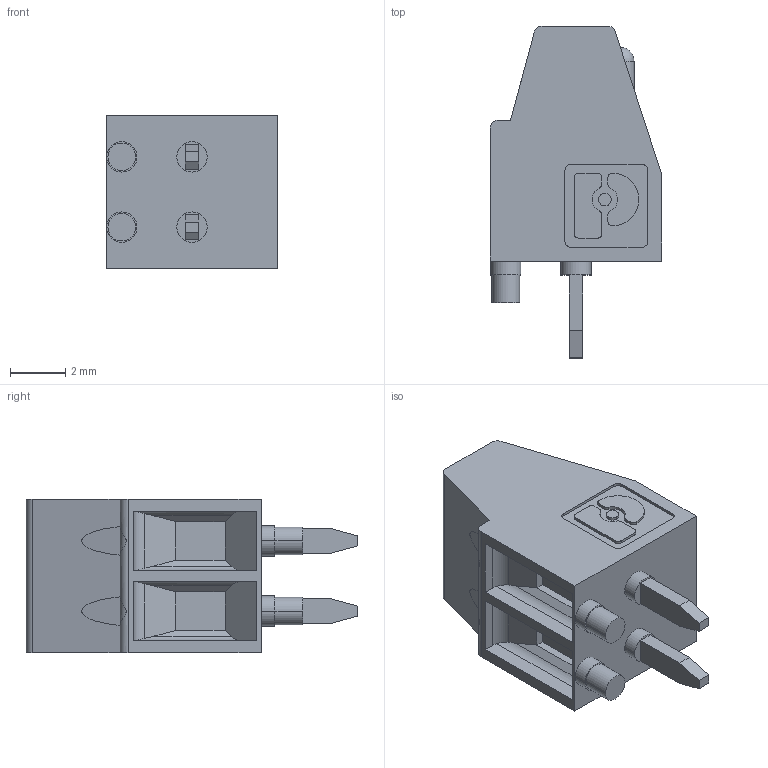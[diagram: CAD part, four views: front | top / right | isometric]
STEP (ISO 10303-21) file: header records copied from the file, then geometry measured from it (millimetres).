
FILE_DESCRIPTION (( 'STEP AP214' ), '1' );
FILE_NAME ('MPT0.5-02-2.54.STEP', '2022-05-19T12:43:35', ( '' ), ( '' ), 'SwSTEP 2.0', 'SolidWorks 2018', '' );
FILE_SCHEMA (( 'AUTOMOTIVE_DESIGN' ));
Length unit declared in the file: millimetre
Products named in the file (4): MPT0.5-02-2.54.STEP; mpt_0.5-2-2.54.stp.STEP; MPT0.5-02-2.54.stp.STEP; MPT0.5-02-2.54
Assembly tree (3 placements, depth 4):
  MPT0.5-02-2.54
    MPT0.5-02-2.54.STEP
      MPT0.5-02-2.54.stp.STEP
        mpt_0.5-2-2.54.stp.STEP
Bounding box: 6.2 x 12 x 5.54 mm (x, y, z)
Volume: 225.4 mm3; surface area: 334.7 mm2
Topology: 1 solids, 1 shells, 165 faces, 399 edges, 252 vertices
Faces by surface type: plane 104, cylinder 57, sphere 4
Entity records: 7050 total; most frequent: CARTESIAN_POINT 1252, DIRECTION 845, ORIENTED_EDGE 790, EDGE_CURVE 395, AXIS2_PLACEMENT_3D 297, VERTEX_POINT 252, VECTOR 251, LINE 251
